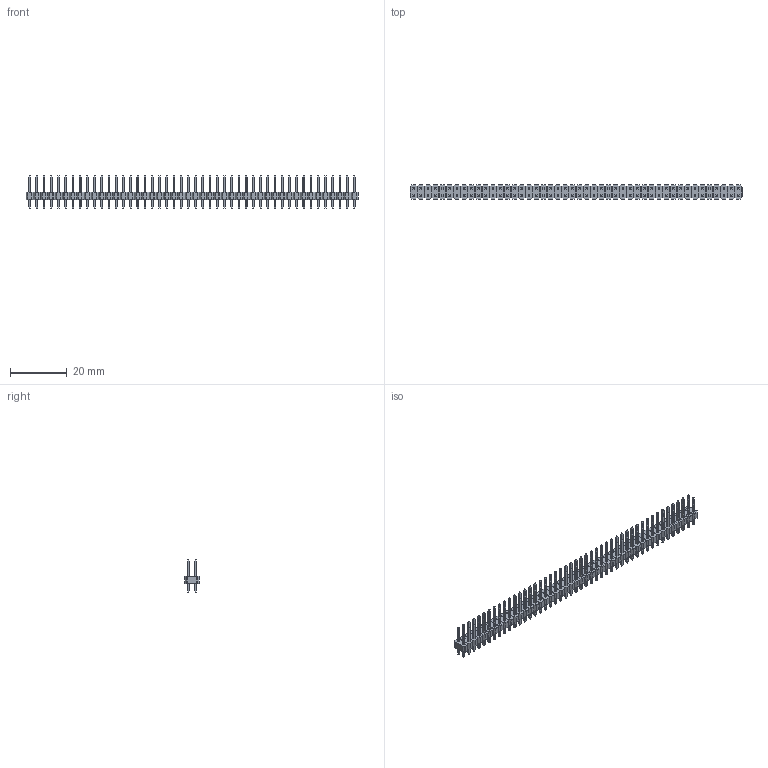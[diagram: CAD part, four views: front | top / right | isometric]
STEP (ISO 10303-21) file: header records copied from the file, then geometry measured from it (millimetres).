
FILE_DESCRIPTION(/* description */ (''),/* implementation_level */ '2;1');
FILE_NAME(/* name */ 'Pin Header Male 02x46 P2.54mm.stp',/* time_stamp */ '2019-09-24T13:57:13+02:00',/* author */ ('Bernd das Brot'),/* organization */ (''),/* preprocessor_version */ 'ST-DEVELOPER v17.2',/* originating_system */ 'Autodesk Inventor 2019',/* authorisation */ '');
FILE_SCHEMA (('AUTOMOTIVE_DESIGN { 1 0 10303 214 3 1 1 }'));
Length unit declared in the file: millimetre
Products named in the file (2): test; Male Pin Header
Assembly tree (46 placements, depth 2):
  test
    Male Pin Header  x46
Bounding box: 116.84 x 5.08 x 11.39 mm (x, y, z)
Volume: 1702.7 mm3; surface area: 4705.6 mm2
Topology: 46 solids, 46 shells, 5520 faces, 13984 edges, 8096 vertices
Faces by surface type: plane 2944, cylinder 1840, sphere 736
Entity records: 4113 total; most frequent: DIRECTION 728, CARTESIAN_POINT 648, ORIENTED_EDGE 608, EDGE_CURVE 304, AXIS2_PLACEMENT_3D 256, LINE 216, VECTOR 216, VERTEX_POINT 176
